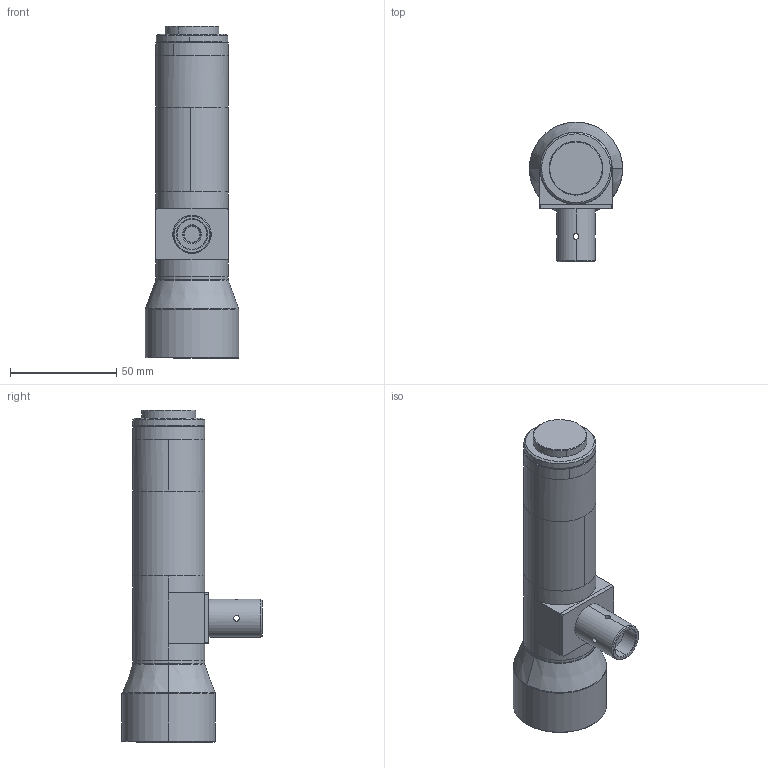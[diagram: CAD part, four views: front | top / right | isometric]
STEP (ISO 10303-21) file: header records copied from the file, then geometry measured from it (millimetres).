
FILE_DESCRIPTION (( 'STEP AP203' ), '1' );
FILE_NAME ('WWK10-110C-111V3P.STEP', '2023-01-31T07:07:25', ( '' ), ( '' ), 'SwSTEP 2.0', 'SolidWorks 2017', '' );
FILE_SCHEMA (( 'CONFIG_CONTROL_DESIGN' ));
Length unit declared in the file: millimetre
Products named in the file (1): WWK10-110C-111V3P
Bounding box: 44 x 66 x 156.47 mm (x, y, z)
Volume: 161900.8 mm3; surface area: 24982 mm2
Topology: 1 solids, 1 shells, 99 faces, 220 edges, 130 vertices
Faces by surface type: cylinder 47, plane 28, cone 20, torus 4
Entity records: 3163 total; most frequent: CARTESIAN_POINT 834, DIRECTION 508, ORIENTED_EDGE 440, EDGE_CURVE 220, AXIS2_PLACEMENT_3D 204, VERTEX_POINT 130, EDGE_LOOP 114, CIRCLE 104
